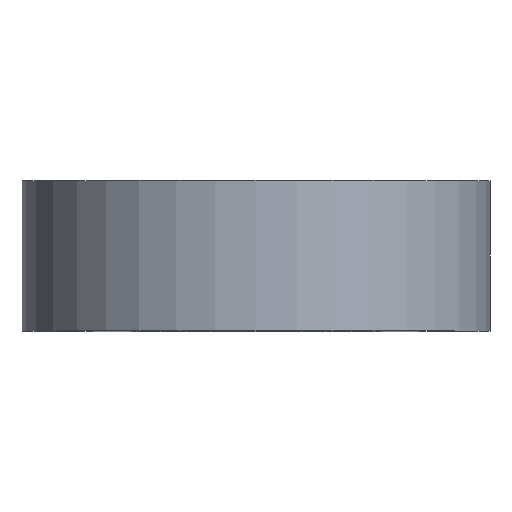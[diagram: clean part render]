
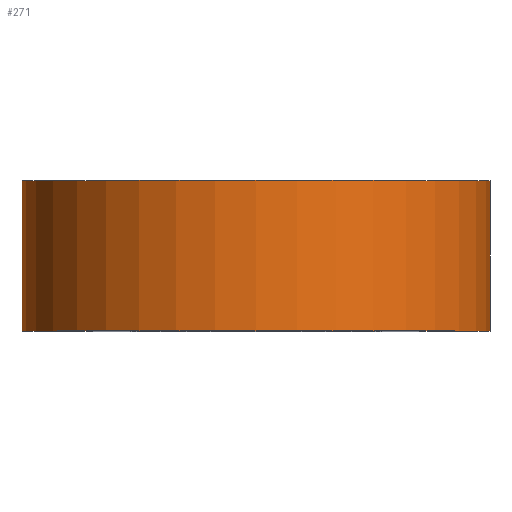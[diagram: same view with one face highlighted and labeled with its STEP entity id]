
A CAD part, top view. The second image highlights one B-rep face of the part: STEP entity #271.
In plain terms, the highlighted cylindrical face has radius 14 mm (diameter 28 mm), a full revolution.
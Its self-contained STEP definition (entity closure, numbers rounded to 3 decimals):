
#1 = DIRECTION ( 'NONE',  ( 0., 0., 1. ) ) ;
#6 = CARTESIAN_POINT ( 'NONE',  ( 0.236, -0.876, -13.998 ) ) ;
#11 = ORIENTED_EDGE ( 'NONE', *, *, #41, .T. ) ;
#23 = CARTESIAN_POINT ( 'NONE',  ( -0.454, 0.786, -13.993 ) ) ;
#26 = CARTESIAN_POINT ( 'NONE',  ( -0.877, -0.235, -13.973 ) ) ;
#41 = EDGE_CURVE ( 'NONE', #259, #259, #195, .T. ) ;
#47 = CARTESIAN_POINT ( 'NONE',  ( -0.876, 0.236, -13.973 ) ) ;
#51 = CIRCLE ( 'NONE', #269, 14. ) ;
#55 = CARTESIAN_POINT ( 'NONE',  ( -0.787, -0.453, -13.978 ) ) ;
#60 = CARTESIAN_POINT ( 'NONE',  ( 0.787, 0.453, -13.978 ) ) ;
#65 = FACE_OUTER_BOUND ( 'NONE', #362, .T. ) ;
#69 = CARTESIAN_POINT ( 'NONE',  ( 0., 4.5, 0. ) ) ;
#77 = CARTESIAN_POINT ( 'NONE',  ( 0.876, -0.237, -13.973 ) ) ;
#81 = AXIS2_PLACEMENT_3D ( 'NONE', #69, #94, #242 ) ;
#92 = CARTESIAN_POINT ( 'NONE',  ( 0., 0.9, -14. ) ) ;
#93 = CARTESIAN_POINT ( 'NONE',  ( -0.721, -0.552, -13.982 ) ) ;
#94 = DIRECTION ( 'NONE',  ( 0., -1., 0. ) ) ;
#101 = ORIENTED_EDGE ( 'NONE', *, *, #288, .F. ) ;
#105 = CARTESIAN_POINT ( 'NONE',  ( 0., 0.9, -14. ) ) ;
#112 = CARTESIAN_POINT ( 'NONE',  ( -0.118, -0.9, -14. ) ) ;
#117 = CARTESIAN_POINT ( 'NONE',  ( 0.471, 0.802, -13.993 ) ) ;
#118 = CARTESIAN_POINT ( 'NONE',  ( 0.452, -0.787, -13.993 ) ) ;
#123 = CARTESIAN_POINT ( 'NONE',  ( 0.72, 0.553, -13.982 ) ) ;
#124 = FACE_BOUND ( 'NONE', #227, .T. ) ;
#129 = EDGE_CURVE ( 'NONE', #364, #364, #142, .T. ) ;
#135 = AXIS2_PLACEMENT_3D ( 'NONE', #197, #149, #1 ) ;
#141 = CARTESIAN_POINT ( 'NONE',  ( -0.236, 0.877, -13.998 ) ) ;
#142 = B_SPLINE_CURVE_WITH_KNOTS ( 'NONE', 3,
 ( #92, #236, #141, #23, #178, #265, #353, #47, #171, #290, #26, #55, #93, #209, #206, #267, #112, #147, #6, #118, #199, #239, #352, #77, #257, #377, #324, #60, #123, #117, #211, #344 ),
 .UNSPECIFIED., .T., .F.,
 ( 4, 2, 2, 2, 2, 2, 2, 2, 2, 2, 2, 2, 2, 2, 2, 4 ),
 ( 0., 0., 0.001, 0.001, 0.001, 0.002, 0.002, 0.002, 0.003, 0.003, 0.004, 0.004, 0.004, 0.005, 0.005, 0.006 ),
 .UNSPECIFIED. ) ;
#147 = CARTESIAN_POINT ( 'NONE',  ( 0.117, -0.9, -14. ) ) ;
#149 = DIRECTION ( 'NONE',  ( 0., 1., 0. ) ) ;
#168 = VERTEX_POINT ( 'NONE', #335 ) ;
#171 = CARTESIAN_POINT ( 'NONE',  ( -0.9, 0.118, -13.971 ) ) ;
#178 = CARTESIAN_POINT ( 'NONE',  ( -0.553, 0.719, -13.989 ) ) ;
#184 = FACE_OUTER_BOUND ( 'NONE', #225, .T. ) ;
#195 = CIRCLE ( 'NONE', #135, 14. ) ;
#197 = CARTESIAN_POINT ( 'NONE',  ( 0., -4.5, 0. ) ) ;
#199 = CARTESIAN_POINT ( 'NONE',  ( 0.553, -0.72, -13.989 ) ) ;
#206 = CARTESIAN_POINT ( 'NONE',  ( -0.454, -0.786, -13.993 ) ) ;
#209 = CARTESIAN_POINT ( 'NONE',  ( -0.553, -0.72, -13.989 ) ) ;
#211 = CARTESIAN_POINT ( 'NONE',  ( 0.238, 0.9, -14. ) ) ;
#212 = CARTESIAN_POINT ( 'NONE',  ( 0., 4.5, 0. ) ) ;
#222 = CARTESIAN_POINT ( 'NONE',  ( 0., -4.5, 14. ) ) ;
#225 = EDGE_LOOP ( 'NONE', ( #101 ) ) ;
#227 = EDGE_LOOP ( 'NONE', ( #256 ) ) ;
#236 = CARTESIAN_POINT ( 'NONE',  ( -0.119, 0.9, -14. ) ) ;
#239 = CARTESIAN_POINT ( 'NONE',  ( 0.719, -0.554, -13.982 ) ) ;
#242 = DIRECTION ( 'NONE',  ( 0., 0., -1. ) ) ;
#256 = ORIENTED_EDGE ( 'NONE', *, *, #129, .T. ) ;
#257 = CARTESIAN_POINT ( 'NONE',  ( 0.9, -0.12, -13.971 ) ) ;
#259 = VERTEX_POINT ( 'NONE', #222 ) ;
#265 = CARTESIAN_POINT ( 'NONE',  ( -0.719, 0.553, -13.982 ) ) ;
#267 = CARTESIAN_POINT ( 'NONE',  ( -0.236, -0.877, -13.998 ) ) ;
#269 = AXIS2_PLACEMENT_3D ( 'NONE', #212, #328, #303 ) ;
#271 = ADVANCED_FACE ( 'NONE', ( #124, #184, #65 ), #355, .T. ) ;
#288 = EDGE_CURVE ( 'NONE', #168, #168, #51, .T. ) ;
#290 = CARTESIAN_POINT ( 'NONE',  ( -0.9, -0.117, -13.971 ) ) ;
#303 = DIRECTION ( 'NONE',  ( 0., 0., 1. ) ) ;
#324 = CARTESIAN_POINT ( 'NONE',  ( 0.877, 0.235, -13.973 ) ) ;
#328 = DIRECTION ( 'NONE',  ( 0., 1., 0. ) ) ;
#335 = CARTESIAN_POINT ( 'NONE',  ( 0., 4.5, 14. ) ) ;
#344 = CARTESIAN_POINT ( 'NONE',  ( 0., 0.9, -14. ) ) ;
#352 = CARTESIAN_POINT ( 'NONE',  ( 0.786, -0.454, -13.978 ) ) ;
#353 = CARTESIAN_POINT ( 'NONE',  ( -0.787, 0.453, -13.978 ) ) ;
#355 = CYLINDRICAL_SURFACE ( 'NONE', #81, 14. ) ;
#362 = EDGE_LOOP ( 'NONE', ( #11 ) ) ;
#364 = VERTEX_POINT ( 'NONE', #105 ) ;
#377 = CARTESIAN_POINT ( 'NONE',  ( 0.9, 0.118, -13.971 ) ) ;
